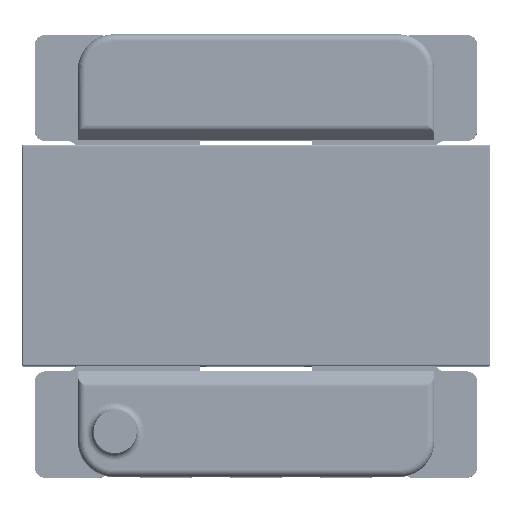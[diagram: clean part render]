
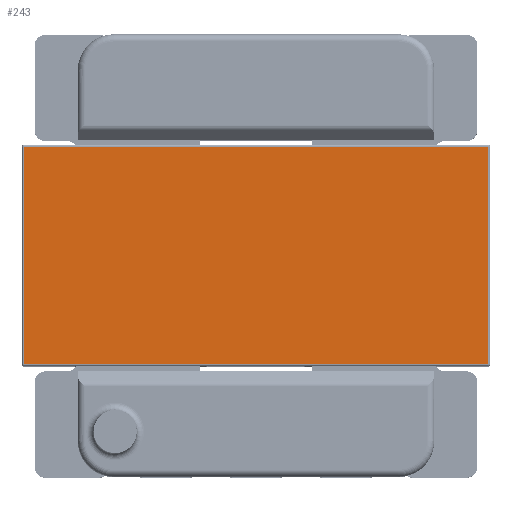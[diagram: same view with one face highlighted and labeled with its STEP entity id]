
A CAD part, top view. The second image highlights one B-rep face of the part: STEP entity #243.
In plain terms, the highlighted planar face has unit normal (0, 0, 1).
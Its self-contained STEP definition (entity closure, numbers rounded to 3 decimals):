
#34 = FACE_OUTER_BOUND ( 'NONE', #11361, .T. ) ;
#243 = ADVANCED_FACE ( 'NONE', ( #34 ), #1361, .F. ) ;
#360 = DIRECTION ( 'NONE',  ( 1., 0., 0. ) ) ;
#1361 = PLANE ( 'NONE',  #3202 ) ;
#2245 = LINE ( 'NONE', #4616, #16714 ) ;
#2743 = VECTOR ( 'NONE', #17098, 1000. ) ;
#3202 = AXIS2_PLACEMENT_3D ( 'NONE', #6922, #8166, #16477 ) ;
#3760 = ORIENTED_EDGE ( 'NONE', *, *, #12480, .T. ) ;
#4035 = CARTESIAN_POINT ( 'NONE',  ( 6.45, 6.1, 0. ) ) ;
#4616 = CARTESIAN_POINT ( 'NONE',  ( 0., 0.05, 0. ) ) ;
#4746 = VECTOR ( 'NONE', #16273, 1000. ) ;
#5552 = CARTESIAN_POINT ( 'NONE',  ( 6.45, 6.15, 0. ) ) ;
#6581 = LINE ( 'NONE', #11498, #2743 ) ;
#6922 = CARTESIAN_POINT ( 'NONE',  ( 0., 6.15, 0. ) ) ;
#7435 = CARTESIAN_POINT ( 'NONE',  ( -6.45, 0., 0. ) ) ;
#7843 = VERTEX_POINT ( 'NONE', #7932 ) ;
#7932 = CARTESIAN_POINT ( 'NONE',  ( -6.45, 0.05, 0. ) ) ;
#7937 = LINE ( 'NONE', #5552, #10672 ) ;
#8024 = VERTEX_POINT ( 'NONE', #16634 ) ;
#8166 = DIRECTION ( 'NONE',  ( 0., 0., -1. ) ) ;
#8491 = ORIENTED_EDGE ( 'NONE', *, *, #13323, .T. ) ;
#8600 = EDGE_CURVE ( 'NONE', #16258, #11318, #6581, .T. ) ;
#10672 = VECTOR ( 'NONE', #11021, 1000. ) ;
#11021 = DIRECTION ( 'NONE',  ( 0., 1., 0. ) ) ;
#11108 = LINE ( 'NONE', #7435, #4746 ) ;
#11318 = VERTEX_POINT ( 'NONE', #11553 ) ;
#11361 = EDGE_LOOP ( 'NONE', ( #8491, #12371, #3760, #15529 ) ) ;
#11498 = CARTESIAN_POINT ( 'NONE',  ( -6.5, 6.1, 0. ) ) ;
#11553 = CARTESIAN_POINT ( 'NONE',  ( -6.45, 6.1, 0. ) ) ;
#12371 = ORIENTED_EDGE ( 'NONE', *, *, #8600, .T. ) ;
#12480 = EDGE_CURVE ( 'NONE', #11318, #7843, #11108, .T. ) ;
#13323 = EDGE_CURVE ( 'NONE', #8024, #16258, #7937, .T. ) ;
#15529 = ORIENTED_EDGE ( 'NONE', *, *, #16951, .T. ) ;
#16258 = VERTEX_POINT ( 'NONE', #4035 ) ;
#16273 = DIRECTION ( 'NONE',  ( 0., -1., 0. ) ) ;
#16477 = DIRECTION ( 'NONE',  ( -1., 0., 0. ) ) ;
#16634 = CARTESIAN_POINT ( 'NONE',  ( 6.45, 0.05, 0. ) ) ;
#16714 = VECTOR ( 'NONE', #360, 1000. ) ;
#16951 = EDGE_CURVE ( 'NONE', #7843, #8024, #2245, .T. ) ;
#17098 = DIRECTION ( 'NONE',  ( -1., 0., 0. ) ) ;
